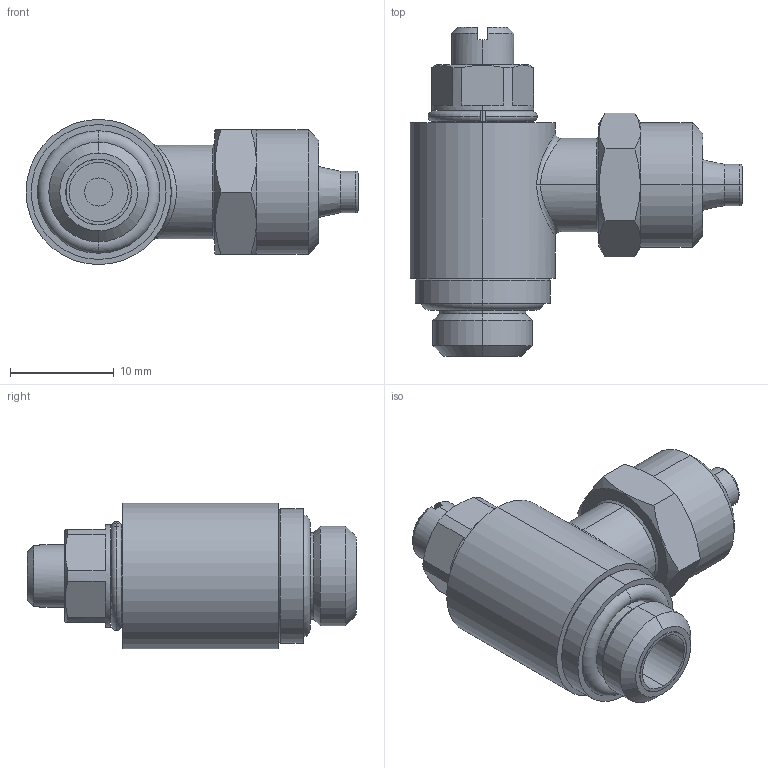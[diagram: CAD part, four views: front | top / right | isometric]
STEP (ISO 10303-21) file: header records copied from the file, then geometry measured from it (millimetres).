
FILE_DESCRIPTION (( 'STEP AP203' ), '1' );
FILE_NAME ('04100C31.STEP', '2010-04-19T11:49:53', ( '' ), ( 'sopra-pneumatic' ), 'SwSTEP 2.0', 'SolidWorks 2009', '' );
FILE_SCHEMA (( 'CONFIG_CONTROL_DESIGN' ));
Length unit declared in the file: millimetre
Products named in the file (1): 04100C31
Bounding box: 32 x 31.75 x 14 mm (x, y, z)
Volume: 4780.1 mm3; surface area: 2463.8 mm2
Topology: 2 solids, 2 shells, 111 faces, 246 edges, 154 vertices
Faces by surface type: plane 41, cylinder 32, cone 30, torus 6, bspline 2
Entity records: 4306 total; most frequent: CARTESIAN_POINT 1755, DIRECTION 542, ORIENTED_EDGE 492, EDGE_CURVE 246, AXIS2_PLACEMENT_3D 228, VERTEX_POINT 154, EDGE_LOOP 126, CIRCLE 118
